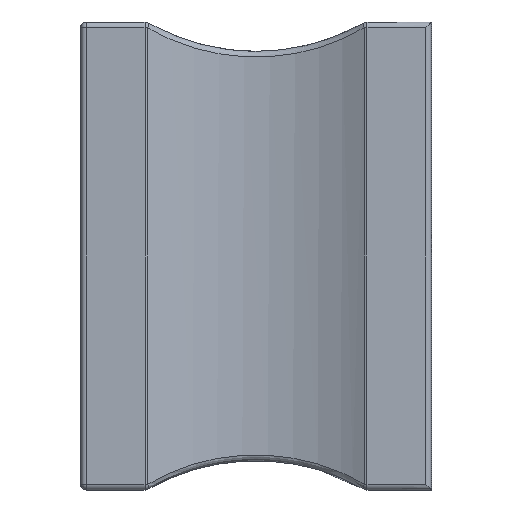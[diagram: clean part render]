
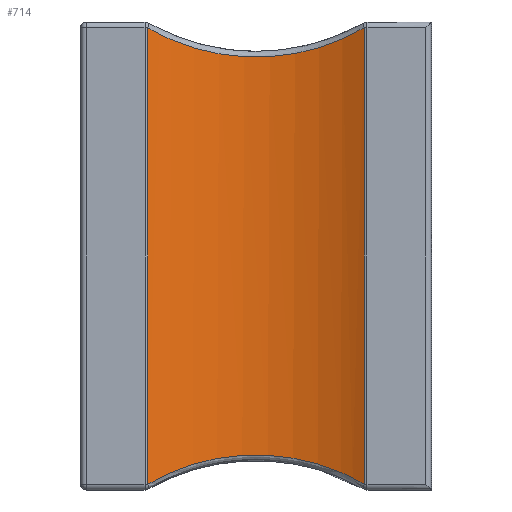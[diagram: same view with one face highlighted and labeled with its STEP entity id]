
A CAD part, left-side view. The second image highlights one B-rep face of the part: STEP entity #714.
In plain terms, the highlighted cylindrical face has radius 0.75 mm (diameter 1.5 mm), a partial arc.
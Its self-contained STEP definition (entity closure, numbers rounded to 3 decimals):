
#2 = CARTESIAN_POINT ( 'NONE',  ( -0.864, 0.465, 0.644 ) ) ;
#7 = DIRECTION ( 'NONE',  ( 0., 0., 1. ) ) ;
#36 = EDGE_CURVE ( 'NONE', #165, #944, #1643, .T. ) ;
#65 =( BOUNDED_CURVE ( )  B_SPLINE_CURVE ( 3, ( #405, #1454, #1758, #549 ),
 .UNSPECIFIED., .F., .T. ) 
 B_SPLINE_CURVE_WITH_KNOTS ( ( 4, 4 ),
 ( 5.768, 6.799 ),
 .UNSPECIFIED. ) 
 CURVE ( )  GEOMETRIC_REPRESENTATION_ITEM ( )  RATIONAL_B_SPLINE_CURVE ( ( 1., 0.913, 0.913, 1. ) ) 
 REPRESENTATION_ITEM ( '' )  );
#165 = VERTEX_POINT ( 'NONE', #480 ) ;
#214 = VECTOR ( 'NONE', #1573, 1000. ) ;
#305 = EDGE_CURVE ( 'NONE', #1704, #1214, #832, .T. ) ;
#405 = CARTESIAN_POINT ( 'NONE',  ( -0.997, 0.97, -0.78 ) ) ;
#428 = DIRECTION ( 'NONE',  ( 0., 0., -1. ) ) ;
#480 = CARTESIAN_POINT ( 'NONE',  ( -0.997, 0.23, -0.78 ) ) ;
#521 = CARTESIAN_POINT ( 'NONE',  ( -0.997, 0.97, -0.78 ) ) ;
#549 = CARTESIAN_POINT ( 'NONE',  ( -0.997, 0.23, -0.78 ) ) ;
#587 = CARTESIAN_POINT ( 'NONE',  ( -0.997, 0.23, 0.78 ) ) ;
#674 = ORIENTED_EDGE ( 'NONE', *, *, #812, .T. ) ;
#714 = ADVANCED_FACE ( 'NONE', ( #1446 ), #1796, .F. ) ;
#758 = CARTESIAN_POINT ( 'NONE',  ( -0.864, 0.735, 0.644 ) ) ;
#812 = EDGE_CURVE ( 'NONE', #944, #1704, #946, .T. ) ;
#823 = AXIS2_PLACEMENT_3D ( 'NONE', #1467, #428, #1335 ) ;
#832 = LINE ( 'NONE', #1139, #214 ) ;
#944 = VERTEX_POINT ( 'NONE', #587 ) ;
#946 =( BOUNDED_CURVE ( )  B_SPLINE_CURVE ( 3, ( #1816, #2, #758, #1824 ),
 .UNSPECIFIED., .F., .F. ) 
 B_SPLINE_CURVE_WITH_KNOTS ( ( 4, 4 ),
 ( 5.768, 6.799 ),
 .UNSPECIFIED. ) 
 CURVE ( )  GEOMETRIC_REPRESENTATION_ITEM ( )  RATIONAL_B_SPLINE_CURVE ( ( 1., 0.913, 0.913, 1. ) ) 
 REPRESENTATION_ITEM ( '' )  );
#1122 = EDGE_LOOP ( 'NONE', ( #1969, #1899, #674, #1572 ) ) ;
#1139 = CARTESIAN_POINT ( 'NONE',  ( -0.997, 0.97, 0.8 ) ) ;
#1214 = VERTEX_POINT ( 'NONE', #521 ) ;
#1217 = CARTESIAN_POINT ( 'NONE',  ( -0.997, 0.23, 0.8 ) ) ;
#1335 = DIRECTION ( 'NONE',  ( -1., 0., 0. ) ) ;
#1446 = FACE_OUTER_BOUND ( 'NONE', #1122, .T. ) ;
#1454 = CARTESIAN_POINT ( 'NONE',  ( -0.864, 0.735, -0.644 ) ) ;
#1467 = CARTESIAN_POINT ( 'NONE',  ( -1.65, 0.6, 0.8 ) ) ;
#1572 = ORIENTED_EDGE ( 'NONE', *, *, #305, .T. ) ;
#1573 = DIRECTION ( 'NONE',  ( 0., 0., -1. ) ) ;
#1643 = LINE ( 'NONE', #1217, #1866 ) ;
#1704 = VERTEX_POINT ( 'NONE', #1822 ) ;
#1758 = CARTESIAN_POINT ( 'NONE',  ( -0.864, 0.465, -0.644 ) ) ;
#1796 = CYLINDRICAL_SURFACE ( 'NONE', #823, 0.75 ) ;
#1816 = CARTESIAN_POINT ( 'NONE',  ( -0.997, 0.23, 0.78 ) ) ;
#1822 = CARTESIAN_POINT ( 'NONE',  ( -0.997, 0.97, 0.78 ) ) ;
#1824 = CARTESIAN_POINT ( 'NONE',  ( -0.997, 0.97, 0.78 ) ) ;
#1866 = VECTOR ( 'NONE', #7, 1000. ) ;
#1899 = ORIENTED_EDGE ( 'NONE', *, *, #36, .T. ) ;
#1962 = EDGE_CURVE ( 'NONE', #1214, #165, #65, .T. ) ;
#1969 = ORIENTED_EDGE ( 'NONE', *, *, #1962, .T. ) ;
